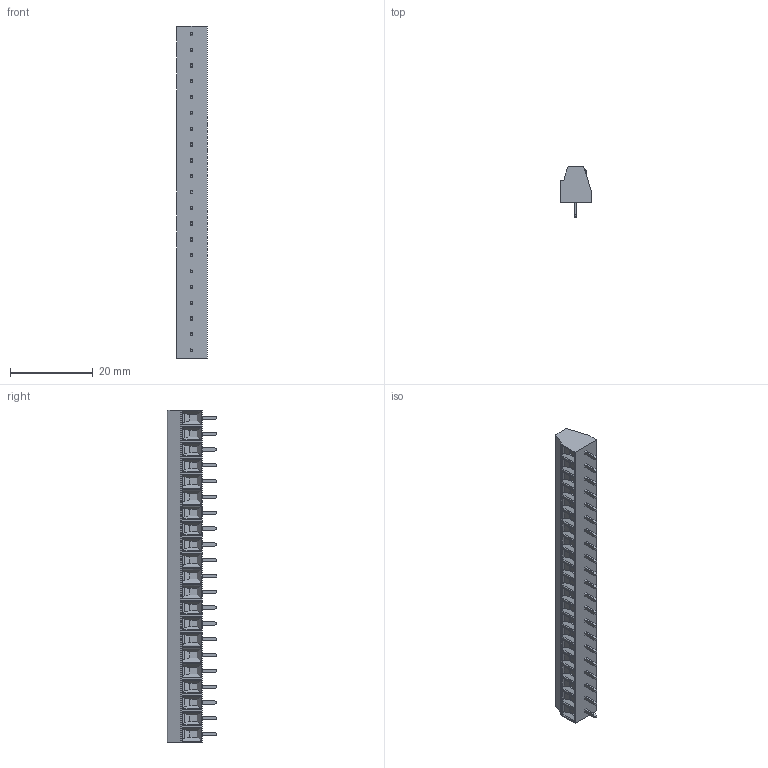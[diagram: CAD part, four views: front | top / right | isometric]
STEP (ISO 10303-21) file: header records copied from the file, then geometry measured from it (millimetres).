
FILE_DESCRIPTION((''),'2;1');
FILE_NAME('PRT0008','2024-08-24T15:37:12',('tluser'),(''),'CREO PARAMETRIC BY PTC INC, 2018100','CREO PARAMETRIC BY PTC INC, 2018100','');
FILE_SCHEMA(('AUTOMOTIVE_DESIGN { 1 0 10303 214 1 1 1 1 }'));
Length unit declared in the file: millimetre
Products named in the file (1): PRT0008
Bounding box: 7.3 x 12 x 80.01 mm (x, y, z)
Volume: 3894.5 mm3; surface area: 3062.3 mm2
Topology: 1 solids, 1 shells, 684 faces, 1626 edges, 1028 vertices
Faces by surface type: plane 471, cylinder 171, sphere 42
Entity records: 20528 total; most frequent: CARTESIAN_POINT 4840, ORIENTED_EDGE 3252, DIRECTION 3034, EDGE_CURVE 1626, VECTOR 1179, LINE 1179, VERTEX_POINT 1028, AXIS2_PLACEMENT_3D 926
